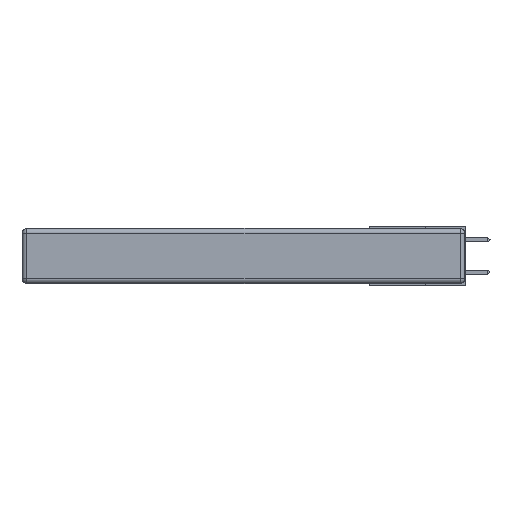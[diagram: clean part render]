
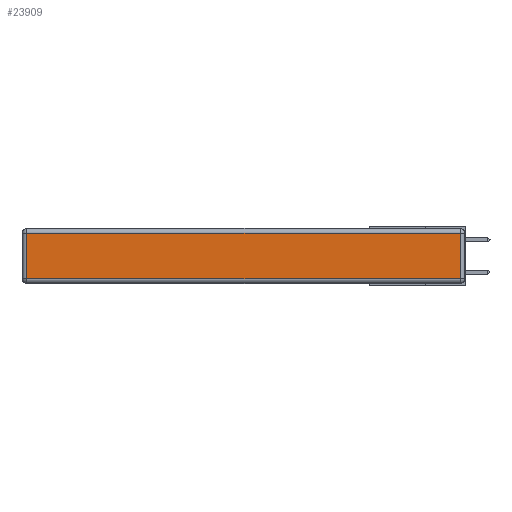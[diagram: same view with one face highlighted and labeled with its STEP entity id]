
A CAD part, left-side view. The second image highlights one B-rep face of the part: STEP entity #23909.
In plain terms, the highlighted planar face has unit normal (-1, 0, 0).
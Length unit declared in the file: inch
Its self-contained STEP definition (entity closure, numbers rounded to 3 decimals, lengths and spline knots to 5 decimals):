
#136 = ORIENTED_EDGE ( 'NONE', *, *, #23145, .T. ) ;
#172 = DIRECTION ( 'NONE',  ( -1., 0., 0. ) ) ;
#973 = DIRECTION ( 'NONE',  ( 0., 0., 1. ) ) ;
#1204 = CARTESIAN_POINT ( 'NONE',  ( 0., 2.72, -0.03 ) ) ;
#1753 = CARTESIAN_POINT ( 'NONE',  ( 0., 0.03, -0.03 ) ) ;
#1954 = VERTEX_POINT ( 'NONE', #1753 ) ;
#3998 = EDGE_CURVE ( 'NONE', #18453, #10918, #24335, .T. ) ;
#4639 = LINE ( 'NONE', #16796, #25040 ) ;
#5071 = EDGE_LOOP ( 'NONE', ( #8265, #15563, #22619, #136 ) ) ;
#5487 = VERTEX_POINT ( 'NONE', #1204 ) ;
#8265 = ORIENTED_EDGE ( 'NONE', *, *, #3998, .T. ) ;
#8393 = EDGE_CURVE ( 'NONE', #10918, #1954, #4639, .T. ) ;
#9863 = DIRECTION ( 'NONE',  ( 0., 0., -1. ) ) ;
#10203 = DIRECTION ( 'NONE',  ( 0., 0., 1. ) ) ;
#10918 = VERTEX_POINT ( 'NONE', #13605 ) ;
#11979 = EDGE_CURVE ( 'NONE', #1954, #5487, #24512, .T. ) ;
#12100 = CARTESIAN_POINT ( 'NONE',  ( 0., 2.72, -0.343 ) ) ;
#13605 = CARTESIAN_POINT ( 'NONE',  ( 0., 0.03, -0.313 ) ) ;
#15142 = FACE_OUTER_BOUND ( 'NONE', #5071, .T. ) ;
#15256 = VECTOR ( 'NONE', #19191, 39.37008 ) ;
#15563 = ORIENTED_EDGE ( 'NONE', *, *, #8393, .T. ) ;
#16418 = CARTESIAN_POINT ( 'NONE',  ( 0., 0., -0.313 ) ) ;
#16796 = CARTESIAN_POINT ( 'NONE',  ( 0., 0.03, -0.343 ) ) ;
#18453 = VERTEX_POINT ( 'NONE', #23489 ) ;
#19191 = DIRECTION ( 'NONE',  ( 0., 1., 0. ) ) ;
#19206 = VECTOR ( 'NONE', #9863, 39.37008 ) ;
#19277 = CARTESIAN_POINT ( 'NONE',  ( 0., 2.75, -0.03 ) ) ;
#19532 = LINE ( 'NONE', #12100, #19206 ) ;
#20159 = PLANE ( 'NONE',  #24969 ) ;
#21592 = VECTOR ( 'NONE', #22287, 39.37008 ) ;
#22287 = DIRECTION ( 'NONE',  ( 0., -1., 0. ) ) ;
#22619 = ORIENTED_EDGE ( 'NONE', *, *, #11979, .T. ) ;
#23145 = EDGE_CURVE ( 'NONE', #5487, #18453, #19532, .T. ) ;
#23489 = CARTESIAN_POINT ( 'NONE',  ( 0., 2.72, -0.313 ) ) ;
#23878 = CARTESIAN_POINT ( 'NONE',  ( 0., 0., -0.343 ) ) ;
#23909 = ADVANCED_FACE ( 'NONE', ( #15142 ), #20159, .T. ) ;
#24335 = LINE ( 'NONE', #16418, #21592 ) ;
#24512 = LINE ( 'NONE', #19277, #15256 ) ;
#24969 = AXIS2_PLACEMENT_3D ( 'NONE', #23878, #172, #10203 ) ;
#25040 = VECTOR ( 'NONE', #973, 39.37008 ) ;
